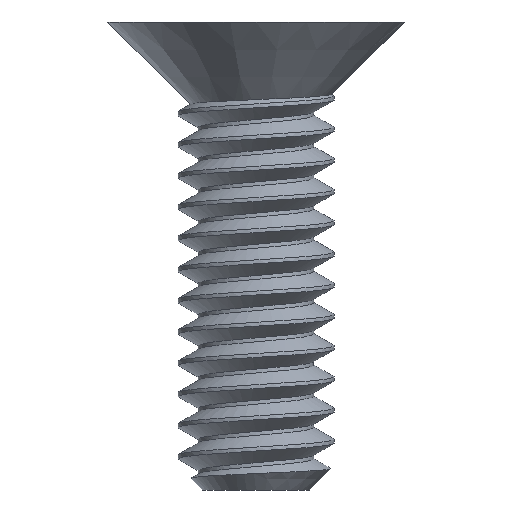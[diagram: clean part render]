
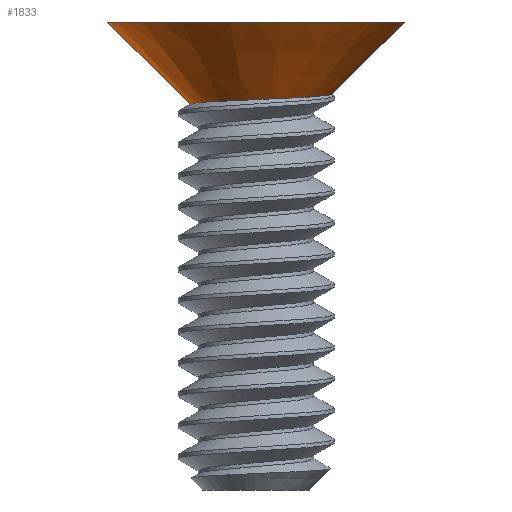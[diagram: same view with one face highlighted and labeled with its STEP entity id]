
A CAD part, left-side view. The second image highlights one B-rep face of the part: STEP entity #1833.
In plain terms, the highlighted conical face has half-angle 45 degrees and reference radius 1 mm.
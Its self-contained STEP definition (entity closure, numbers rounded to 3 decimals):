
#32 = VERTEX_POINT ( 'NONE', #1482 ) ;
#47 = CARTESIAN_POINT ( 'NONE',  ( 0., 1., 0.3 ) ) ;
#73 = DIRECTION ( 'NONE',  ( 0., 0.707, 0.707 ) ) ;
#80 = CARTESIAN_POINT ( 'NONE',  ( 0., 0., 0.3 ) ) ;
#233 = CARTESIAN_POINT ( 'NONE',  ( -0.118, 0.847, 0.147 ) ) ;
#244 = CARTESIAN_POINT ( 'NONE',  ( -0.796, 0.406, 0.186 ) ) ;
#307 = DIRECTION ( 'NONE',  ( 0., -0.707, 0.707 ) ) ;
#317 = VECTOR ( 'NONE', #73, 1000. ) ;
#433 = VERTEX_POINT ( 'NONE', #1609 ) ;
#498 = AXIS2_PLACEMENT_3D ( 'NONE', #2734, #1900, #3000 ) ;
#506 = CIRCLE ( 'NONE', #498, 1.9 ) ;
#512 = VERTEX_POINT ( 'NONE', #1652 ) ;
#514 = EDGE_CURVE ( 'NONE', #32, #433, #3452, .T. ) ;
#548 = CARTESIAN_POINT ( 'NONE',  ( -0.73, 0.508, 0.181 ) ) ;
#563 = AXIS2_PLACEMENT_3D ( 'NONE', #80, #2209, #1389 ) ;
#673 = LINE ( 'NONE', #47, #317 ) ;
#770 = CONICAL_SURFACE ( 'NONE', #563, 1., 0.785 ) ;
#1020 = FACE_OUTER_BOUND ( 'NONE', #1913, .T. ) ;
#1088 = EDGE_CURVE ( 'NONE', #512, #433, #506, .T. ) ;
#1103 = CARTESIAN_POINT ( 'NONE',  ( -0.884, 0.187, 0.196 ) ) ;
#1354 = CARTESIAN_POINT ( 'NONE',  ( -0.88, -0.287, 0.218 ) ) ;
#1389 = DIRECTION ( 'NONE',  ( 0., -1., 0. ) ) ;
#1469 = CARTESIAN_POINT ( 'NONE',  ( 0., -0.968, 0.268 ) ) ;
#1482 = CARTESIAN_POINT ( 'NONE',  ( 0., -0.968, 0.268 ) ) ;
#1525 = EDGE_CURVE ( 'NONE', #2451, #512, #673, .T. ) ;
#1592 = B_SPLINE_CURVE_WITH_KNOTS ( 'NONE', 3,
 ( #2167, #233, #1641, #1933, #2176, #548, #244, #1103, #2428, #2988, #1354, #3011, #3294, #2733, #1629, #1469 ),
 .UNSPECIFIED., .F., .F.,
 ( 4, 2, 2, 2, 2, 2, 2, 4 ),
 ( 0.002, 0.002, 0.003, 0.003, 0.003, 0.004, 0.004, 0.005 ),
 .UNSPECIFIED. ) ;
#1609 = CARTESIAN_POINT ( 'NONE',  ( 0., -1.9, 1.2 ) ) ;
#1629 = CARTESIAN_POINT ( 'NONE',  ( -0.238, -0.959, 0.259 ) ) ;
#1641 = CARTESIAN_POINT ( 'NONE',  ( -0.238, 0.827, 0.152 ) ) ;
#1652 = CARTESIAN_POINT ( 'NONE',  ( 0., 1.9, 1.2 ) ) ;
#1790 = EDGE_CURVE ( 'NONE', #2451, #32, #1592, .T. ) ;
#1833 = ADVANCED_FACE ( 'NONE', ( #1020 ), #770, .T. ) ;
#1900 = DIRECTION ( 'NONE',  ( 0., 0., 1. ) ) ;
#1913 = EDGE_LOOP ( 'NONE', ( #3605, #2124, #2896, #3323 ) ) ;
#1933 = CARTESIAN_POINT ( 'NONE',  ( -0.46, 0.741, 0.164 ) ) ;
#2063 = VECTOR ( 'NONE', #307, 1000. ) ;
#2124 = ORIENTED_EDGE ( 'NONE', *, *, #1790, .T. ) ;
#2167 = CARTESIAN_POINT ( 'NONE',  ( 0., 0.842, 0.142 ) ) ;
#2176 = CARTESIAN_POINT ( 'NONE',  ( -0.561, 0.676, 0.17 ) ) ;
#2209 = DIRECTION ( 'NONE',  ( 0., 0., 1. ) ) ;
#2428 = CARTESIAN_POINT ( 'NONE',  ( -0.907, 0.068, 0.202 ) ) ;
#2451 = VERTEX_POINT ( 'NONE', #3191 ) ;
#2500 = CARTESIAN_POINT ( 'NONE',  ( 0., -1., 0.3 ) ) ;
#2733 = CARTESIAN_POINT ( 'NONE',  ( -0.469, -0.858, 0.248 ) ) ;
#2734 = CARTESIAN_POINT ( 'NONE',  ( 0., 0., 1.2 ) ) ;
#2896 = ORIENTED_EDGE ( 'NONE', *, *, #514, .T. ) ;
#2988 = CARTESIAN_POINT ( 'NONE',  ( -0.905, -0.168, 0.213 ) ) ;
#3000 = DIRECTION ( 'NONE',  ( 0., -1., 0. ) ) ;
#3011 = CARTESIAN_POINT ( 'NONE',  ( -0.788, -0.505, 0.228 ) ) ;
#3191 = CARTESIAN_POINT ( 'NONE',  ( 0., 0.842, 0.142 ) ) ;
#3294 = CARTESIAN_POINT ( 'NONE',  ( -0.72, -0.605, 0.233 ) ) ;
#3323 = ORIENTED_EDGE ( 'NONE', *, *, #1088, .F. ) ;
#3452 = LINE ( 'NONE', #2500, #2063 ) ;
#3605 = ORIENTED_EDGE ( 'NONE', *, *, #1525, .F. ) ;
